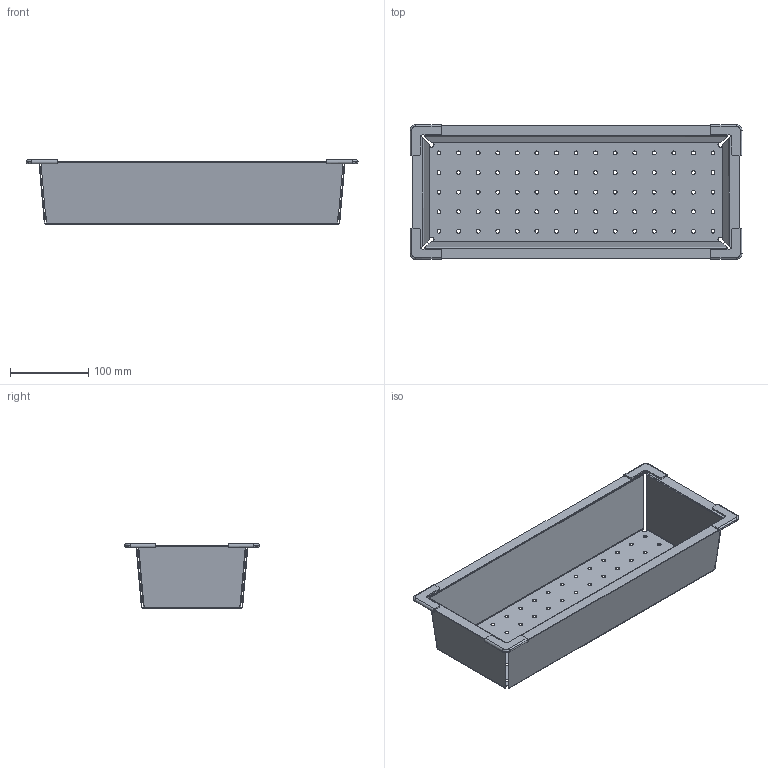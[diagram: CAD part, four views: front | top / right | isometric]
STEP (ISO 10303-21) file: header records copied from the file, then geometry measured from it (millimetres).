
FILE_DESCRIPTION(/* description */ (''),/* implementation_level */ '2;1');
FILE_NAME(/* name */ 'STEP - SC1742A_2404010',/* time_stamp */ '2025-01-15T10:53:21+11:00',/* author */ (''),/* organization */ (''),/* preprocessor_version */ 'ST-DEVELOPER v16.5',/* originating_system */ 'Rhino 7.37',/* authorisation */ '');
FILE_SCHEMA (('AUTOMOTIVE_DESIGN'));
Length unit declared in the file: millimetre
Products named in the file (4): Document; SC1642A-2_ASM; SC1642A-2; SC1642JIAODIAN
Assembly tree (6 placements, depth 3):
  Document
    SC1642A-2_ASM
      SC1642A-2
      SC1642JIAODIAN  x4
Bounding box: 424 x 172 x 82 mm (x, y, z)
Volume: 141489.9 mm3; surface area: 302390.5 mm2
Topology: 5 solids, 5 shells, 302 faces, 918 edges, 612 vertices
Faces by surface type: cylinder 210, plane 84, bspline 8
Entity records: 8392 total; most frequent: CARTESIAN_POINT 3540, ORIENTED_EDGE 1440, EDGE_CURVE 720, VERTEX_POINT 480, EDGE_LOOP 388, B_SPLINE_CURVE_WITH_KNOTS 372, DIRECTION 258, AXIS2_PLACEMENT_3D 246
